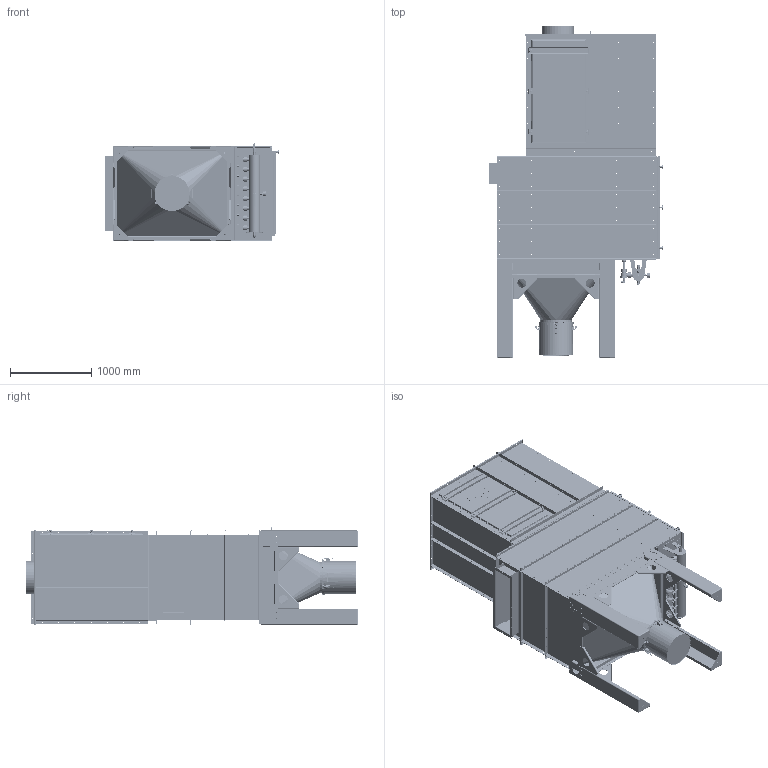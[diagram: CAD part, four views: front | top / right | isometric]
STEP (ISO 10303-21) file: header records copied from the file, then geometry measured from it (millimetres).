
FILE_DESCRIPTION (( 'STEP AP203' ), '1' );
FILE_NAME ('JBSV02.STEP', '2023-11-20T11:14:03', ( '' ), ( '' ), 'SwSTEP 2.0', 'SolidWorks 2022', '' );
FILE_SCHEMA (( 'CONFIG_CONTROL_DESIGN' ));
Length unit declared in the file: millimetre
Products named in the file (101): TH-D010-56 - COVER SIDE_Výchozí; _K0051_griffK0051.1611452_Výchozí; TH-D010-60 - ROOF_Výchozí; JBSV02; TH-D010-62 - COVER DOOR_Výchozí; TH-S235-03 - PROFILE_Výchozí<Jako obrobený>; User Library-manometrM63-3 igs; MATICE HVĚZDA M8 - MHVP; FS-S676-01 - FLANGE I_Výchozí; BMA-12 - KOHOUT KULOVÝ G1-2_Výchozí; FS-S280-03 - FRAME II_Výchozí; FS-S663-04 - REDUCT_Výchozí; RG-S135-03 - BRACKET_Výchozí; WASHER JOINT - SW+W_M10-BW; FS-S552-07 - ANNULUS_Výchozí; TH-S235-00 - WLDM FRAME_Výchozí; TH-D010-58 - ROOF I_Výchozí; FS-S547-00 - WLDM DOOR 16-2 G6; K0148_210; FL-D001-15 -TUBE IN_Výchozí; FITTING INNER THREAD G3 4'''' S235_Výchozí; ISO 4017 M8X45-10.9 - SROUB SE SESTIHRANNOU HLAVOU; P1-S521-01 - COLLAR 1_Výchozí; FS-D006-07 - STRIP LEG_Výchozí; FS-S272-01 - HEM I_Výchozí; FS-S469-08 - BRACKET LEG MIRR_Výchozí; FS-S552-03 - TUBE_Výchozí; FS-S374-02 - HEM II_Výchozí; FS-S550-03 - BOTTOM_Výchozí; DIN 9021 8,4 - PODLOZKA; FS-S547-03 - DOOR; RG-S146-01 - PIPE_Výchozí; K0148_308; ZÁSLEPKA G1-2 - MOSAZ_Výchozí; NUT WELD - NW_M10; FS-D008-58 - ROOF PV 16 G4_Výchozí; FS-S662-02 - BRACKET I_Výchozí; SPOJ KONTRA M8x45 - SMM; P1-S521-00 - PI DN400-L100-T1,5_Výchozí; FS-S676-00 - WLDM FLANGE INPUT 16_Výchozí ...
Assembly tree (218 placements, depth 5):
  JBSV02
    FS-M012-19 - ASSY FRAME BOX 16-10-P_BEZ KONUSU HR
      FS-S662-00 - WLDM FRAME_Výchozí
        FS-S662-02 - BRACKET I_Výchozí  x2
        FS-S306-03 - STRIP_Výchozí  x2
        FS-S662-04 - BRACKET III_Výchozí
        FS-S662-01 - BRACKET II_Výchozí
        FS-S469-07 - BRACKET LEG_Výchozí
        FS-S469-08 - BRACKET LEG MIRR_Výchozí
        NUT WELD - NW_M10  x6
        FS-S663-00 - WLDM REDUCT_Výchozí
          FS-S663-04 - REDUCT_Výchozí  x2
          FS-S552-03 - TUBE_Výchozí
          FS-S663-05 - REDUCT_Výchozí  x2
          FS-S552-06 - TUBE_Výchozí
          FS-S552-07 - ANNULUS_Výchozí  x3
      FS-D011-74 - LEG_Výchozí  x4
      FS-D006-07 - STRIP LEG_Výchozí  x8
      FS-D008-54 - SEAL TRAY 50L_Výchozí
      K0051.1611451_UPNUTO - VOLNÉ  x3
        _K0051_halter_2720_GH_Výchozí
        _K0051_griffK0051.1611452_Výchozí
        _K0051_spindel_8_Výchozí
        _K0051_verschluss_8_Výchozí
        _M 8_mutter_Výchozí
      FS-S550-00 - WLDM TRAY 50 G4_Výchozí
        FS-S550-01 - BODY_Výchozí
        FS-S200-02 - RING_Výchozí
        FS-S550-03 - BOTTOM_Výchozí
        FS-S200-04 -BRACKET CLIPS_Výchozí  x3
        OJ-S007-05 - BRACKET GRIP_Výchozí  x4
        OJ-S007-06 - GRIP_Výchozí  x2
    FS-M012-22 - ASSY FILTER BOX 16-3-10-P G5_Výchozí
      FS-D011-72 - SIDE PANEL 1000x420 P1 G3_Výchozí  x3
      FS-D011-73 - SIDE PANEL 1000x420 L1 G3_Výchozí  x3
      FS-D003-73 - BACK COVER 16-1 I_Výchozí  x2
      FS-M007-61 - ASSY FRONT DOOR 16-3 G6
        FS-S547-00 - WLDM DOOR 16-2 G6
          FS-S547-03 - DOOR
          FS-N000-12 - HING HOLE 140x18_Výchozí  x3
        FS-S548-00 - WLDM FRAME 16-3 G6_Výchozí
          FS-S272-01 - HEM I_Výchozí  x2
          FS-S374-02 - HEM II_Výchozí  x2
          FS-S280-03 - FRAME II_Výchozí
          FS-S280-04 - FRAME I_Výchozí
          FS-S543-08 - FRAME IV_Výchozí  x2
          FS-N000-12 - HING PIN 140x18_Výchozí  x3
        MATICE HVĚZDA M10 - MHVPP  x3
          K0148_210
          WASHER JOINT - SW+W_M10-BW
        00547004 - U-PIRELI SEAL 16-3 G6 LEMY DOVNIT_Výchozí
      FS-M005-51 - ASSY REGENERATION 8V-120 G5_TLAKOVKA DOLE
        FS-D008-58 - ROOF PV 16 G4_Výchozí
        O-KROUŽEK - 34x4_Výchozí  x16
        FS-D002-21 - CAP O THREAD_Výchozí  x8
        RG-S146-00 - WLDM PRESSURE VESSEL 8V-120 G5_Výchozí
          RG-S146-01 - PIPE_Výchozí
          RG-S100-02 - TUBE VALVE 33,7_Výchozí  x13
          RG-S135-03 - BRACKET_Výchozí  x2
          FITTING INNER THREAD G3 4'''' S235_Výchozí  x2
Bounding box: 2141.47 x 4084 x 1202 mm (x, y, z)
Volume: 92356356.5 mm3; surface area: 72702347.5 mm2
Topology: 258 solids, 258 shells, 10313 faces, 25622 edges, 16001 vertices
Faces by surface type: plane 4980, cylinder 4173, cone 516, torus 316, bspline 312, sphere 16
Full cylindrical faces by diameter (mm): 379 x1, 383 x1, 411 x1, 415 x2, 421 x1, 427 x1, 431 x1
Entity records: 171174 total; most frequent: CARTESIAN_POINT 35340, DIRECTION 25353, ORIENTED_EDGE 24782, EDGE_CURVE 12391, AXIS2_PLACEMENT_3D 8893, VERTEX_POINT 7794, VECTOR 7567, LINE 7567
